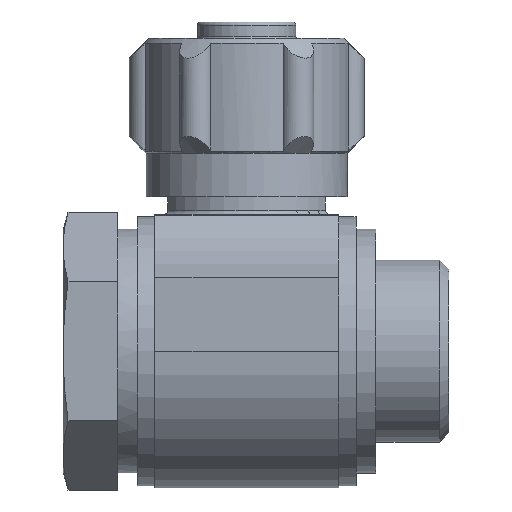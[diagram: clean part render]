
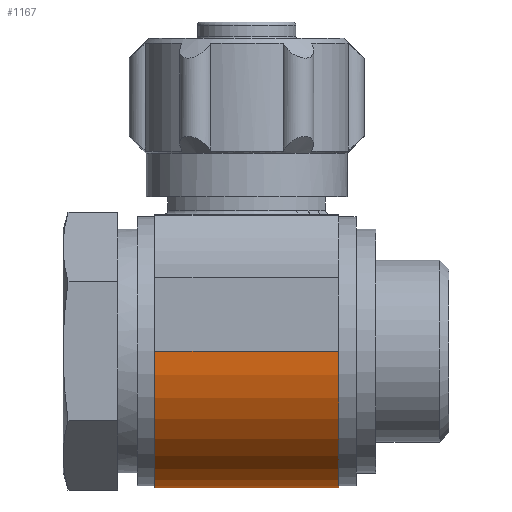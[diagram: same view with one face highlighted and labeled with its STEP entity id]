
A CAD part, left-side view. The second image highlights one B-rep face of the part: STEP entity #1167.
In plain terms, the highlighted cylindrical face has radius 12.5 mm (diameter 25 mm), a partial arc.
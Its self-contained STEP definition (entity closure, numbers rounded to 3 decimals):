
#74=CYLINDRICAL_SURFACE('',#1287,12.5);
#123=CIRCLE('',#1288,12.5);
#124=CIRCLE('',#1289,12.5);
#230=ORIENTED_EDGE('',*,*,#543,.T.);
#231=ORIENTED_EDGE('',*,*,#544,.F.);
#232=ORIENTED_EDGE('',*,*,#545,.F.);
#233=ORIENTED_EDGE('',*,*,#541,.T.);
#541=EDGE_CURVE('',#700,#699,#783,.T.);
#543=EDGE_CURVE('',#699,#701,#123,.T.);
#544=EDGE_CURVE('',#702,#701,#785,.T.);
#545=EDGE_CURVE('',#700,#702,#124,.T.);
#699=VERTEX_POINT('',#1918);
#700=VERTEX_POINT('',#1920);
#701=VERTEX_POINT('',#1924);
#702=VERTEX_POINT('',#1926);
#783=LINE('',#1919,#843);
#785=LINE('',#1925,#845);
#843=VECTOR('',#1507,1000.);
#845=VECTOR('',#1513,1000.);
#913=EDGE_LOOP('',(#230,#231,#232,#233));
#1027=FACE_BOUND('',#913,.T.);
#1167=ADVANCED_FACE('',(#1027),#74,.T.);
#1287=AXIS2_PLACEMENT_3D('',#1922,#1509,#1510);
#1288=AXIS2_PLACEMENT_3D('',#1923,#1511,#1512);
#1289=AXIS2_PLACEMENT_3D('',#1927,#1514,#1515);
#1507=DIRECTION('',(0.,1.,0.));
#1509=DIRECTION('',(0.,1.,0.));
#1510=DIRECTION('',(0.,0.,1.));
#1511=DIRECTION('',(0.,-1.,0.));
#1512=DIRECTION('',(1.,0.,0.));
#1513=DIRECTION('',(0.,1.,0.));
#1514=DIRECTION('',(0.,-1.,0.));
#1515=DIRECTION('',(1.,0.,0.));
#1918=CARTESIAN_POINT('',(-12.5,8.4,0.));
#1919=CARTESIAN_POINT('',(-12.5,-8.4,0.));
#1920=CARTESIAN_POINT('',(-12.5,-8.4,0.));
#1922=CARTESIAN_POINT('',(0.,-8.4,0.));
#1923=CARTESIAN_POINT('',(0.,8.4,0.));
#1924=CARTESIAN_POINT('',(12.5,8.4,0.));
#1925=CARTESIAN_POINT('',(12.5,-8.4,0.));
#1926=CARTESIAN_POINT('',(12.5,-8.4,0.));
#1927=CARTESIAN_POINT('',(0.,-8.4,0.));
